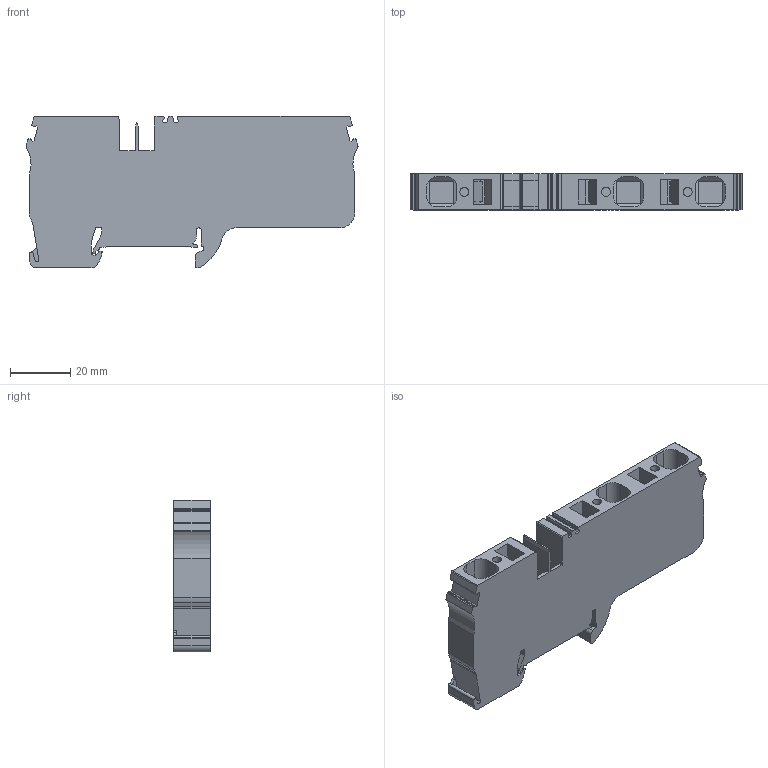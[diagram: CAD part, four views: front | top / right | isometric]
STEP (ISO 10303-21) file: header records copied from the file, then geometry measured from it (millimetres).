
FILE_DESCRIPTION(/* description */ ('Unknown'),/* implementation_level */ '2;1');
FILE_NAME(/* name */ 'SQ16-1X2_SOLID',/* time_stamp */ '2022-12-09T16:07:28+06:00',/* author */ ('Unknown'),/* organization */ ('Unknown'),/* preprocessor_version */ 'ST-DEVELOPER v16.7',/* originating_system */ 'Solid Edge',/* authorisation */ 'Unknown');
FILE_SCHEMA (('AUTOMOTIVE_DESIGN {1 0 10303 214 3 1 1}'));
Length unit declared in the file: millimetre
Products named in the file (1): SQ16-1X2_SOLID
Bounding box: 110.34 x 12 x 50.5 mm (x, y, z)
Volume: 46443.5 mm3; surface area: 17347 mm2
Topology: 1 solids, 1 shells, 261 faces, 750 edges, 500 vertices
Faces by surface type: plane 166, cylinder 95
Full cylindrical faces by diameter (mm): 3 x3
Entity records: 10403 total; most frequent: CARTESIAN_POINT 1509, ORIENTED_EDGE 1494, DIRECTION 1474, EDGE_CURVE 747, LINE 544, VECTOR 544, VERTEX_POINT 500, AXIS2_PLACEMENT_3D 465
